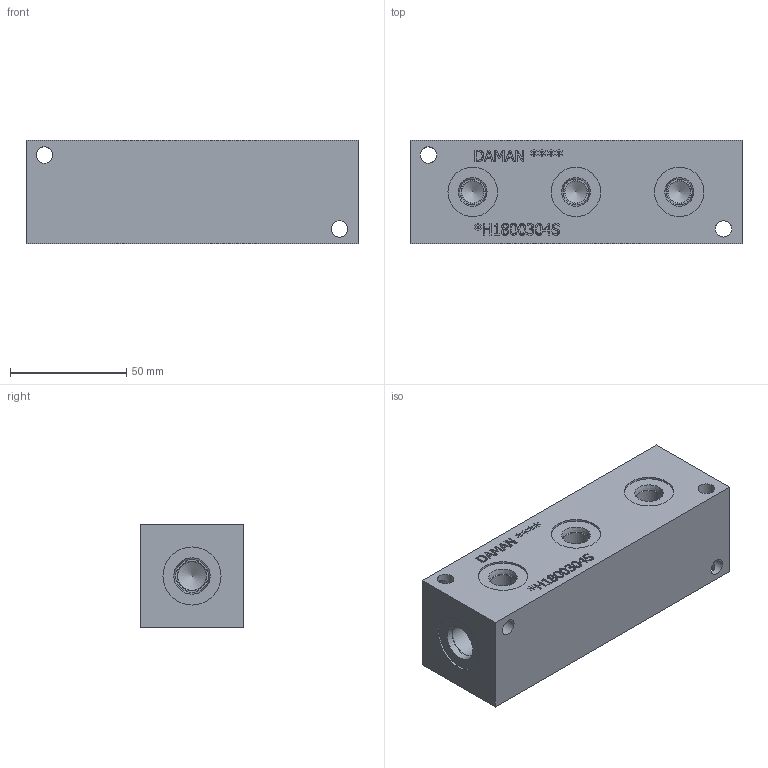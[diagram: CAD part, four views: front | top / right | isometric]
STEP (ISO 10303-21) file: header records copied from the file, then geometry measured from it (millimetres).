
FILE_DESCRIPTION(/* description */ (''),/* implementation_level */ '2;1');
FILE_NAME(/* name */ '_H1800304S.stp',/* time_stamp */ '2020-05-05T12:51:31-04:00',/* author */ ('devonn'),/* organization */ (''),/* preprocessor_version */ 'ST-DEVELOPER v17',/* originating_system */ 'Autodesk Inventor 2019',/* authorisation */ '');
FILE_SCHEMA (('AUTOMOTIVE_DESIGN { 1 0 10303 214 3 1 1 }'));
Length unit declared in the file: millimetre
Products named in the file (1): Part_AH1800304S_3D
Bounding box: 142.88 x 44.45 x 44.45 mm (x, y, z)
Volume: 257390.8 mm3; surface area: 38475.3 mm2
Topology: 1 solids, 1 shells, 414 faces, 1126 edges, 754 vertices
Faces by surface type: plane 241, bspline 99, cylinder 42, cone 32
Full cylindrical faces by diameter (mm): 7.137 x8, 9.525 x6, 9.881 x6, 11.125 x6, 12.294 x2, 12.9 x2, 14.275 x2, 14.529 x2, 21.285 x6, 25.019 x2
Entity records: 13879 total; most frequent: CARTESIAN_POINT 3574, ORIENTED_EDGE 2236, DIRECTION 1714, EDGE_CURVE 1118, LINE 758, VECTOR 758, VERTEX_POINT 754, AXIS2_PLACEMENT_3D 478
